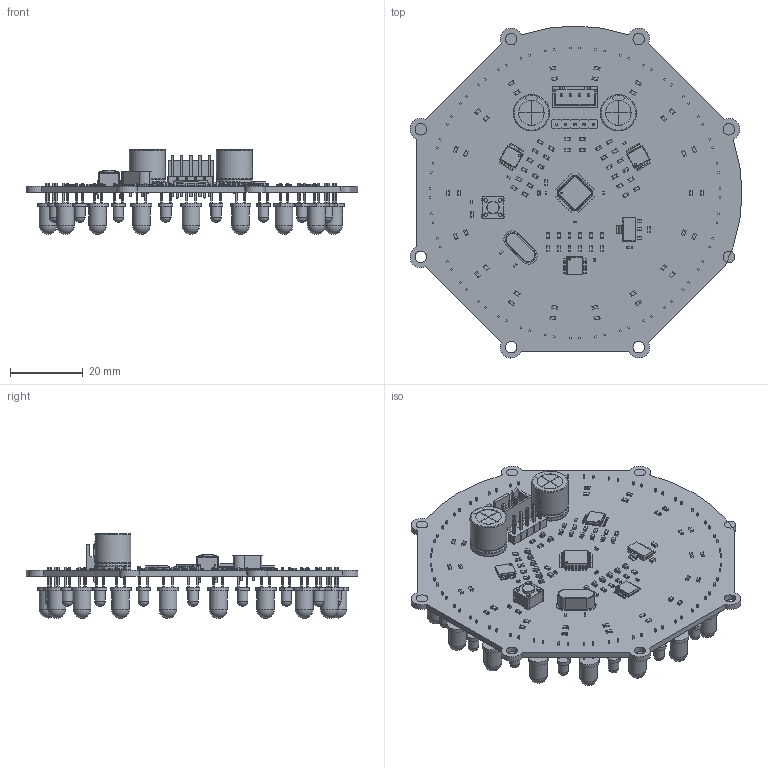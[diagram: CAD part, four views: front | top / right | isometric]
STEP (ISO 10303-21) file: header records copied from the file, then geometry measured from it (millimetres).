
FILE_DESCRIPTION(('KiCad electronic assembly'),'2;1');
FILE_NAME('Line.step','2024-07-15T17:34:34',('Pcbnew'),('Kicad'), 'Open CASCADE STEP processor 7.7','KiCad to STEP converter','Unknown' );
FILE_SCHEMA(('AUTOMOTIVE_DESIGN { 1 0 10303 214 1 1 1 1 }'));
Length unit declared in the file: millimetre
Products named in the file (30): Line 1; SW_PUSH_6mm; 74VHC14FT; ASSEMBLY; R_0603_1608Metric; C_0402_1005Metric; LED_0603_1608Metric; JST_XH_B4B-XH-A_1x04_P2.50mm_Vertical; JST_B4B_XH_A; C_0603_1608Metric; CP_Radial_D10.0mm_P5.00mm; CP_Radial_D100mm_P500mm; SOT-223; SOT_223; PinHeader_1x05_P2.54mm_Vertical; PinHeader_1x05_P254mm_Vertical; LQFP-32_7x7mm_P0.8mm; LQFP_32_7x7mm_P08mm; Crystal_HC49-4H_Vertical; LED_D3.0mm_Clear; LED_D5.0mm; Line_PCB
Assembly tree (152 placements, depth 3):
  Line 1
    SW_PUSH_6mm
      SW_PUSH_6mm
    74VHC14FT  x3
      ASSEMBLY
    R_0603_1608Metric  x58
      R_0603_1608Metric
    C_0402_1005Metric  x9
      C_0402_1005Metric
    LED_0603_1608Metric  x20
      LED_0603_1608Metric
    JST_XH_B4B-XH-A_1x04_P2.50mm_Vertical
      JST_B4B_XH_A
    C_0603_1608Metric  x3
      C_0603_1608Metric
    CP_Radial_D10.0mm_P5.00mm  x2
      CP_Radial_D100mm_P500mm
    SOT-223
      SOT_223
    PinHeader_1x05_P2.54mm_Vertical
      PinHeader_1x05_P254mm_Vertical
    LQFP-32_7x7mm_P0.8mm
      LQFP_32_7x7mm_P08mm
    Crystal_HC49-4H_Vertical
      Crystal_HC49-4H_Vertical
    LED_D3.0mm_Clear  x18
      LED_D3.0mm_Clear
    LED_D5.0mm  x18
      LED_D5.0mm
    Line_PCB
Bounding box: 91.59 x 91.59 x 23.3 mm (x, y, z)
Volume: 5942.3 mm3; surface area: 21824.7 mm2
Topology: 184 solids, 187 shells, 5160 faces, 13161 edges, 8523 vertices
Faces by surface type: plane 3785, cylinder 1240, bspline 82, sphere 36, torus 9, revolution 8
Full cylindrical faces by diameter (mm): 0.5 x3, 0.55 x3, 0.7 x4, 1 x4, 2.9 x18, 3.2 x8, 3.5 x1, 4.9 x18
Entity records: 53546 total; most frequent: CARTESIAN_POINT 8619, ORIENTED_EDGE 7400, DIRECTION 7326, EDGE_CURVE 3701, LINE 2954, VECTOR 2954, VERTEX_POINT 2371, AXIS2_PLACEMENT_3D 2184
